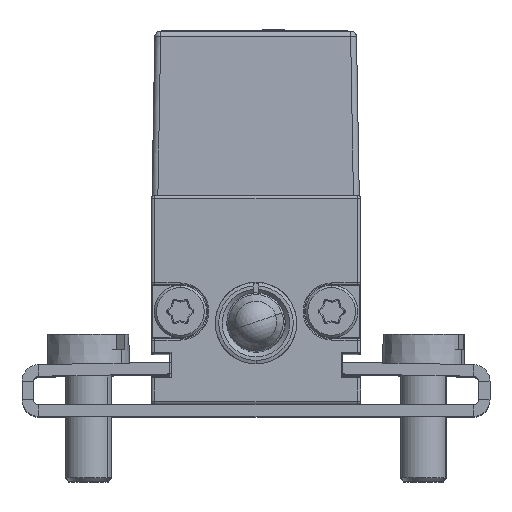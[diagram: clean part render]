
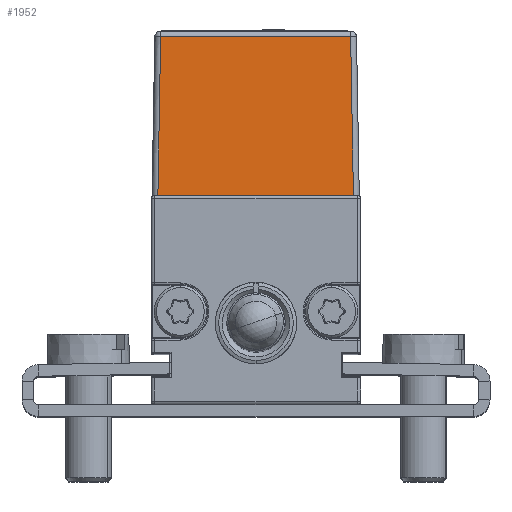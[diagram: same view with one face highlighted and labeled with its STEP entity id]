
A CAD part, top view. The second image highlights one B-rep face of the part: STEP entity #1952.
In plain terms, the highlighted planar face has unit normal (0, 0.018, 1).
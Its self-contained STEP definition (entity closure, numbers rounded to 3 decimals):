
#32 = LINE ( 'NONE', #33, #39217 ) ;
#33 = CARTESIAN_POINT ( 'NONE',  ( 8.36, 18.302, 57.779 ) ) ;
#34 = DIRECTION ( 'NONE',  ( -0.017, 1., -0.017 ) ) ;
#35 = LINE ( 'NONE', #36, #39227 ) ;
#36 = CARTESIAN_POINT ( 'NONE',  ( -8.426, 17.991, 57.784 ) ) ;
#37 = DIRECTION ( 'NONE',  ( -0.017, -1., 0.017 ) ) ;
#38 = LINE ( 'NONE', #39, #39225 ) ;
#39 = CARTESIAN_POINT ( 'NONE',  ( -8.929, 18., 57.784 ) ) ;
#40 = DIRECTION ( 'NONE',  ( 1., 0., 0. ) ) ;
#1952 = ADVANCED_FACE ( 'NONE', ( #32762 ), #32763, .T. ) ;
#6362 = ORIENTED_EDGE ( 'NONE', *, *, #28497, .T. ) ;
#6363 = ORIENTED_EDGE ( 'NONE', *, *, #28489, .T. ) ;
#6364 = ORIENTED_EDGE ( 'NONE', *, *, #28498, .T. ) ;
#6366 = ORIENTED_EDGE ( 'NONE', *, *, #28499, .T. ) ;
#9441 = CARTESIAN_POINT ( 'NONE',  ( 8.366, 18., 57.784 ) ) ;
#9459 = CARTESIAN_POINT ( 'NONE',  ( 8.129, 31.583, 57.547 ) ) ;
#9464 = CARTESIAN_POINT ( 'NONE',  ( -8.189, 31.583, 57.547 ) ) ;
#9466 = CARTESIAN_POINT ( 'NONE',  ( -8.426, 18., 57.784 ) ) ;
#12168 = AXIS2_PLACEMENT_3D ( 'NONE', #32773, #32774, #32775 ) ;
#28489 = EDGE_CURVE ( 'NONE', #33412, #33417, #41132, .T. ) ;
#28497 = EDGE_CURVE ( 'NONE', #33394, #33412, #32, .T. ) ;
#28498 = EDGE_CURVE ( 'NONE', #33417, #33419, #35, .T. ) ;
#28499 = EDGE_CURVE ( 'NONE', #33419, #33394, #38, .T. ) ;
#31081 = EDGE_LOOP ( 'NONE', ( #6362, #6363, #6364, #6366 ) ) ;
#32762 = FACE_OUTER_BOUND ( 'NONE', #31081, .T. ) ;
#32763 = PLANE ( 'NONE',  #12168 ) ;
#32773 = CARTESIAN_POINT ( 'NONE',  ( -8.929, 18., 57.784 ) ) ;
#32774 = DIRECTION ( 'NONE',  ( 0., 0.017, 1. ) ) ;
#32775 = DIRECTION ( 'NONE',  ( 0., -1., 0.017 ) ) ;
#33394 = VERTEX_POINT ( 'NONE', #9441 ) ;
#33412 = VERTEX_POINT ( 'NONE', #9459 ) ;
#33417 = VERTEX_POINT ( 'NONE', #9464 ) ;
#33419 = VERTEX_POINT ( 'NONE', #9466 ) ;
#39210 = VECTOR ( 'NONE', #41136, 1000. ) ;
#39217 = VECTOR ( 'NONE', #34, 1000. ) ;
#39225 = VECTOR ( 'NONE', #40, 1000. ) ;
#39227 = VECTOR ( 'NONE', #37, 1000. ) ;
#41122 = CARTESIAN_POINT ( 'NONE',  ( -8.929, 31.583, 57.547 ) ) ;
#41132 = LINE ( 'NONE', #41122, #39210 ) ;
#41136 = DIRECTION ( 'NONE',  ( -1., 0., 0. ) ) ;
